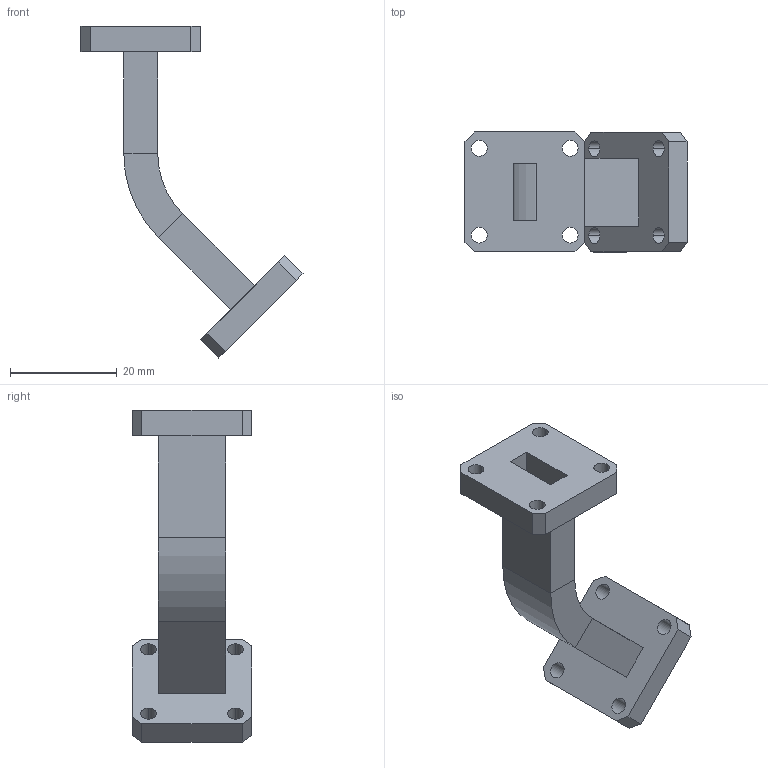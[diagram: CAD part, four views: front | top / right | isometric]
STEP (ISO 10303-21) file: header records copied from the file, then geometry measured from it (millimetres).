
FILE_DESCRIPTION (( 'STEP AP214' ), '1' );
FILE_NAME ('WB-EK-5, Defeatured.STEP', '2025-01-30T21:10:25', ( '' ), ( '' ), 'SwSTEP 2.0', 'SolidWorks 2021', '' );
FILE_SCHEMA (( 'AUTOMOTIVE_DESIGN' ));
Length unit declared in the file: inch
Products named in the file (1): WB-EK-5, Defeatured
Bounding box: 41.53 x 22.35 x 62.1 mm (x, y, z)
Volume: 5887.1 mm3; surface area: 6689.8 mm2
Topology: 1 solids, 1 shells, 60 faces, 152 edges, 96 vertices
Faces by surface type: plane 40, cylinder 20
Entity records: 1864 total; most frequent: DIRECTION 314, CARTESIAN_POINT 309, ORIENTED_EDGE 304, EDGE_CURVE 152, VECTOR 112, LINE 112, AXIS2_PLACEMENT_3D 101, VERTEX_POINT 96
